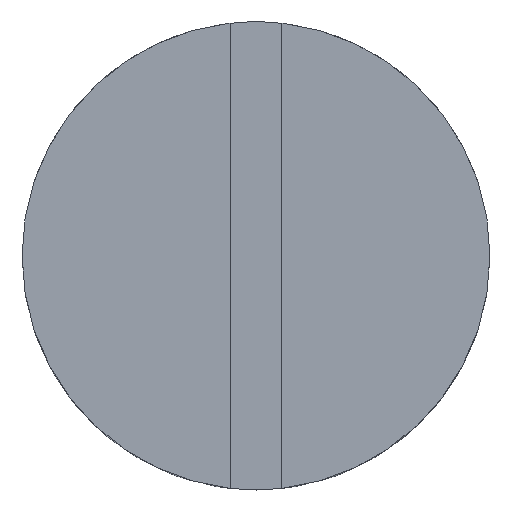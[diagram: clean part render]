
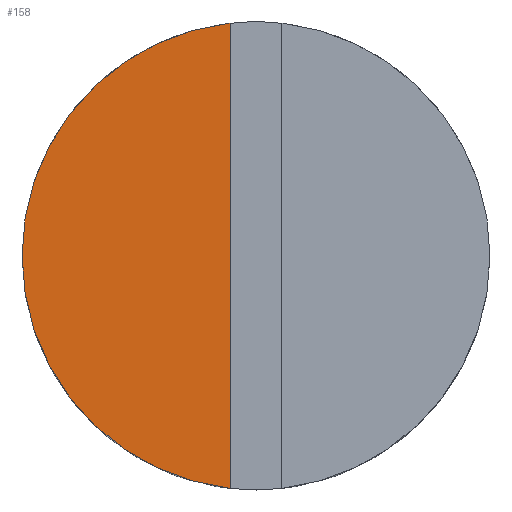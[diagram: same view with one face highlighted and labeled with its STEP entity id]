
A CAD part, top view. The second image highlights one B-rep face of the part: STEP entity #158.
In plain terms, the highlighted planar face has unit normal (0, 0, 1).
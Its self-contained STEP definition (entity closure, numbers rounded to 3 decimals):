
#158=ADVANCED_FACE('',(#380),#381,.T.);
#256=VERTEX_POINT('',#489);
#260=VERTEX_POINT('',#493);
#262=EDGE_CURVE('',#256,#260,#495,.T.);
#292=VERTEX_POINT('',#525);
#296=EDGE_CURVE('',#256,#292,#529,.T.);
#298=EDGE_CURVE('',#260,#292,#531,.T.);
#380=FACE_OUTER_BOUND('',#606,.T.);
#381=PLANE('',#607);
#489=CARTESIAN_POINT('',(-1.,-8.944,24.5));
#493=CARTESIAN_POINT('',(-9.,0.,24.5));
#495=CIRCLE('',#753,9.0);
#525=CARTESIAN_POINT('',(-1.,8.944,24.5));
#529=LINE('',#805,#806);
#531=CIRCLE('',#809,9.0);
#606=EDGE_LOOP('',(#942,#943,#944));
#607=AXIS2_PLACEMENT_3D('',#945,#946,#947);
#753=AXIS2_PLACEMENT_3D('',#1061,#1062,#1063);
#805=CARTESIAN_POINT('',(-1.,0.,24.5));
#806=VECTOR('',#1085,1.0);
#809=AXIS2_PLACEMENT_3D('',#1086,#1087,#1088);
#942=ORIENTED_EDGE('',*,*,#296,.T.);
#943=ORIENTED_EDGE('',*,*,#298,.F.);
#944=ORIENTED_EDGE('',*,*,#262,.F.);
#945=CARTESIAN_POINT('',(4.5,0.,24.5));
#946=DIRECTION('',(0.0,0.0,1.0));
#947=DIRECTION('',(1.0,-0.0,0.0));
#1061=CARTESIAN_POINT('',(0.,0.,24.5));
#1062=DIRECTION('',(0.0,0.0,-1.0));
#1063=DIRECTION('',(1.0,0.0,0.0));
#1085=DIRECTION('',(0.,1.0,0.0));
#1086=CARTESIAN_POINT('',(0.,0.,24.5));
#1087=DIRECTION('',(0.0,0.0,-1.0));
#1088=DIRECTION('',(1.0,0.0,0.0));
